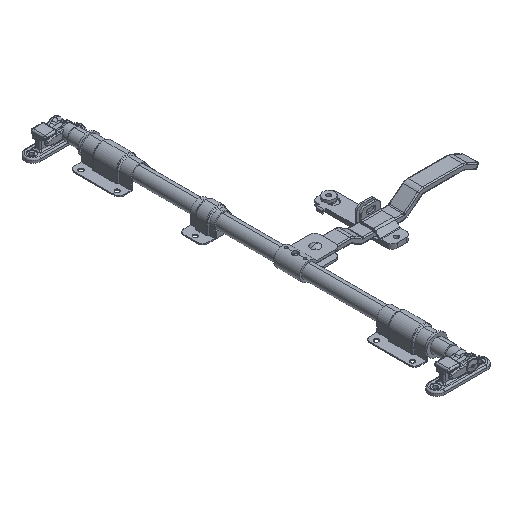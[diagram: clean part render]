
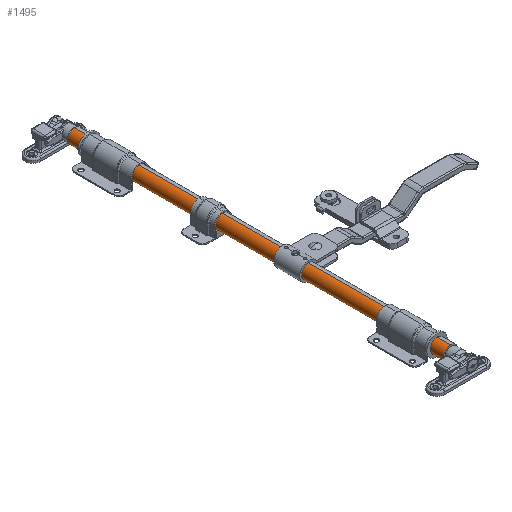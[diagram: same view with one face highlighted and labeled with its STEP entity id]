
A CAD part, isometric view. The second image highlights one B-rep face of the part: STEP entity #1495.
In plain terms, the highlighted cylindrical face has radius 13.6 mm (diameter 27.2 mm), a partial arc.
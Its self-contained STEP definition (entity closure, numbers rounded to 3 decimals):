
#90 = VERTEX_POINT ( 'NONE', #6365 ) ;
#1495 = ADVANCED_FACE ( 'NONE', ( #8858 ), #8856, .T. ) ;
#3930 = EDGE_CURVE ( 'NONE', #26013, #90, #17409, .T. ) ;
#3933 = EDGE_CURVE ( 'NONE', #25958, #25974, #17418, .T. ) ;
#3934 = EDGE_CURVE ( 'NONE', #25958, #26013, #7203, .T. ) ;
#3936 = EDGE_CURVE ( 'NONE', #25974, #90, #7205, .T. ) ;
#5124 = EDGE_LOOP ( 'NONE', ( #5572, #5576, #5577, #5575 ) ) ;
#5572 = ORIENTED_EDGE ( 'NONE', *, *, #3930, .F. ) ;
#5575 = ORIENTED_EDGE ( 'NONE', *, *, #3936, .T. ) ;
#5576 = ORIENTED_EDGE ( 'NONE', *, *, #3934, .F. ) ;
#5577 = ORIENTED_EDGE ( 'NONE', *, *, #3933, .T. ) ;
#6365 = CARTESIAN_POINT ( 'NONE',  ( 0., -364., 13.6 ) ) ;
#7203 = CIRCLE ( 'NONE', #16396, 13.6 ) ;
#7205 = CIRCLE ( 'NONE', #16387, 13.6 ) ;
#8856 = CYLINDRICAL_SURFACE ( 'NONE', #8861, 13.6 ) ;
#8858 = FACE_OUTER_BOUND ( 'NONE', #5124, .T. ) ;
#8861 = AXIS2_PLACEMENT_3D ( 'NONE', #11368, #11369, #11370 ) ;
#11368 = CARTESIAN_POINT ( 'NONE',  ( 0., 364., 0. ) ) ;
#11369 = DIRECTION ( 'NONE',  ( 0., -1., 0. ) ) ;
#11370 = DIRECTION ( 'NONE',  ( 0., 0., -1. ) ) ;
#16387 = AXIS2_PLACEMENT_3D ( 'NONE', #17426, #17427, #17428 ) ;
#16394 = VECTOR ( 'NONE', #17411, 1000. ) ;
#16396 = AXIS2_PLACEMENT_3D ( 'NONE', #17417, #17421, #17422 ) ;
#16397 = VECTOR ( 'NONE', #17420, 1000. ) ;
#17409 = LINE ( 'NONE', #17410, #16394 ) ;
#17410 = CARTESIAN_POINT ( 'NONE',  ( 0., 364., 13.6 ) ) ;
#17411 = DIRECTION ( 'NONE',  ( 0., -1., 0. ) ) ;
#17417 = CARTESIAN_POINT ( 'NONE',  ( 0., 364., 0. ) ) ;
#17418 = LINE ( 'NONE', #17419, #16397 ) ;
#17419 = CARTESIAN_POINT ( 'NONE',  ( 0., 364., -13.6 ) ) ;
#17420 = DIRECTION ( 'NONE',  ( 0., -1., 0. ) ) ;
#17421 = DIRECTION ( 'NONE',  ( 0., 1., 0. ) ) ;
#17422 = DIRECTION ( 'NONE',  ( 0., 0., 1. ) ) ;
#17426 = CARTESIAN_POINT ( 'NONE',  ( 0., -364., 0. ) ) ;
#17427 = DIRECTION ( 'NONE',  ( 0., 1., 0. ) ) ;
#17428 = DIRECTION ( 'NONE',  ( 0., 0., 1. ) ) ;
#24779 = CARTESIAN_POINT ( 'NONE',  ( 0., 364., -13.6 ) ) ;
#24795 = CARTESIAN_POINT ( 'NONE',  ( 0., -364., -13.6 ) ) ;
#24834 = CARTESIAN_POINT ( 'NONE',  ( 0., 364., 13.6 ) ) ;
#25958 = VERTEX_POINT ( 'NONE', #24779 ) ;
#25974 = VERTEX_POINT ( 'NONE', #24795 ) ;
#26013 = VERTEX_POINT ( 'NONE', #24834 ) ;
